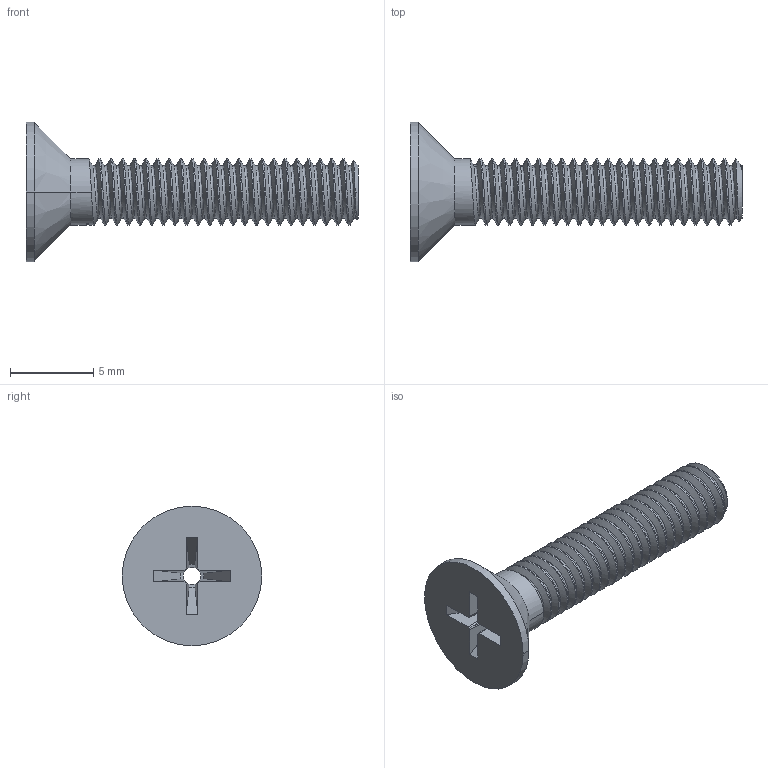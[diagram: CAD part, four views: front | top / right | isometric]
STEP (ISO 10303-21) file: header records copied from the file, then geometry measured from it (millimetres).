
FILE_DESCRIPTION((''),'2;1');
FILE_NAME('001_FLAT_HEAD_PHILLIPS_MM_ASM','2023-10-24T',('SYSTEM'),(''),'PRO/ENGINEER BY PARAMETRIC TECHNOLOGY CORPORATION, 2016360','PRO/ENGINEER BY PARAMETRIC TECHNOLOGY CORPORATION, 2016360','');
FILE_SCHEMA(('AUTOMOTIVE_DESIGN { 1 0 10303 214 1 1 1 1 }'));
Length unit declared in the file: millimetre
Products named in the file (2): MF-407; 001_FLAT_HEAD_PHILLIPS_MM_ASM
Assembly tree (1 placements, depth 2):
  001_FLAT_HEAD_PHILLIPS_MM_ASM
    MF-407
Bounding box: 20 x 8.4 x 8.4 mm (x, y, z)
Volume: 249.7 mm3; surface area: 535.4 mm2
Topology: 1 solids, 1 shells, 101 faces, 281 edges, 182 vertices
Faces by surface type: cylinder 50, plane 22, bspline 21, cone 8
Entity records: 10592 total; most frequent: CARTESIAN_POINT 8168, ORIENTED_EDGE 562, DIRECTION 309, EDGE_CURVE 281, VERTEX_POINT 182, B_SPLINE_CURVE_WITH_KNOTS 157, COLOUR_RGB 110, VECTOR 105
